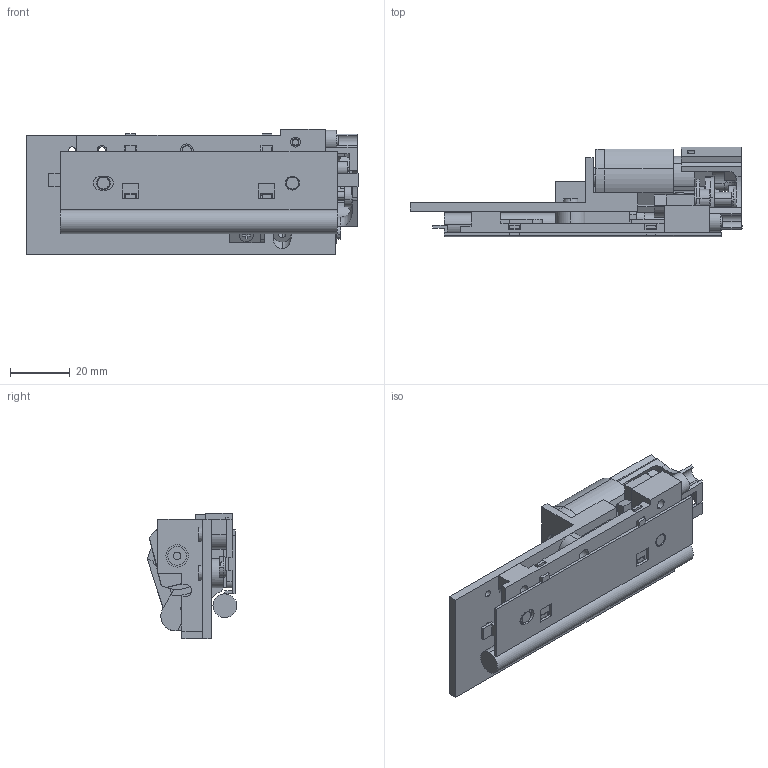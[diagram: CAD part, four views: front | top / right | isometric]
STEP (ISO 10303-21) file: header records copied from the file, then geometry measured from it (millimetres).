
FILE_DESCRIPTION (( 'STEP AP214' ), '1' );
FILE_NAME ('苂え儂凳.STEP', '2024-07-13T16:14:38', ( '' ), ( '' ), 'SwSTEP 2.0', 'SolidWorks 2023', '' );
FILE_SCHEMA (( 'AUTOMOTIVE_DESIGN' ));
Length unit declared in the file: millimetre
Products named in the file (20): 1.6x20.6; cross recessed cheese head screws type a gb_GB_CROSS_SCREWS_TYPE135 M2X6-N; 齿轮B; 齿轮罩; cross recessed cheese head screws type a gb_GB_CROSS_SCREWS_TYPE135 M2X7-N; 吐片机构; 吐片钣金固定销; 马达座; 吐片钣金连接件; 齿轮E; 齿轮C; 齿轮A; 齿轮D; MG825; hex thin nuts-grades ab-chamfered gb_GB_FASTENER_NUT_STNAB M3-N; cross recessed cheese head screws type a gb_GB_CROSS_SCREWS_TYPE135 M3X8-N; 1.6x14.6; 吐片上巴; 吐片口机身钣金; cross recessed cheese head screws type a gb_GB_CROSS_SCREWS_TYPE135 M3X6-N
Assembly tree (22 placements, depth 2):
  吐片机构
    吐片口机身钣金
    吐片钣金连接件
    MG825
    吐片钣金固定销  x2
    马达座
    1.6x14.6
    1.6x20.6
    齿轮A
    齿轮B
    齿轮C
    齿轮D
    齿轮E
    齿轮罩
    cross recessed cheese head screws type a gb_GB_CROSS_SCREWS_TYPE135 M2X7-N
    cross recessed cheese head screws type a gb_GB_CROSS_SCREWS_TYPE135 M2X6-N
    cross recessed cheese head screws type a gb_GB_CROSS_SCREWS_TYPE135 M3X6-N  x3
    cross recessed cheese head screws type a gb_GB_CROSS_SCREWS_TYPE135 M3X8-N
    hex thin nuts-grades ab-chamfered gb_GB_FASTENER_NUT_STNAB M3-N
    吐片上巴
Bounding box: 111.5 x 30.06 x 42 mm (x, y, z)
Volume: 43261.2 mm3; surface area: 34803.7 mm2
Topology: 27 solids, 27 shells, 716 faces, 1846 edges, 1211 vertices
Faces by surface type: plane 422, cylinder 248, cone 32, torus 14
Entity records: 20719 total; most frequent: CARTESIAN_POINT 3616, DIRECTION 3512, ORIENTED_EDGE 3344, EDGE_CURVE 1672, AXIS2_PLACEMENT_3D 1198, LINE 1116, VECTOR 1116, VERTEX_POINT 1099
